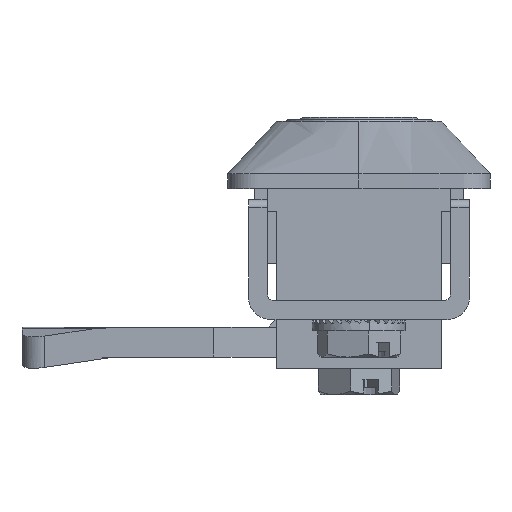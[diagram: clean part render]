
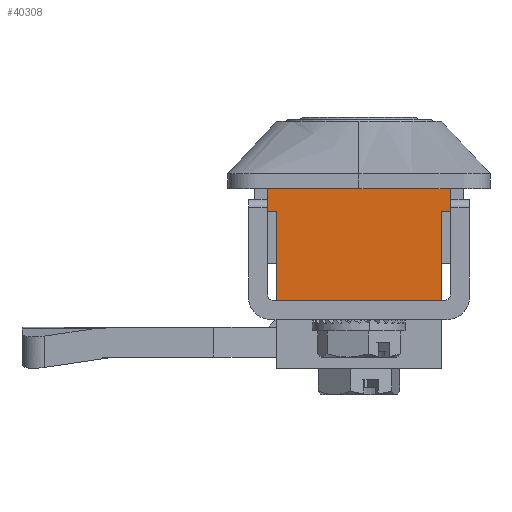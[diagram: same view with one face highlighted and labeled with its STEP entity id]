
A CAD part, left-side view. The second image highlights one B-rep face of the part: STEP entity #40308.
In plain terms, the highlighted planar face has unit normal (-1, 0, 0).
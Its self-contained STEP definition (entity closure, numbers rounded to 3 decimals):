
#171 = DIRECTION ( 'NONE',  ( 0., 0., -1. ) ) ;
#1367 = CARTESIAN_POINT ( 'NONE',  ( -73.75, -11., -24. ) ) ;
#1760 = DIRECTION ( 'NONE',  ( 1., 0., 0. ) ) ;
#2498 = LINE ( 'NONE', #12267, #29909 ) ;
#2513 = ORIENTED_EDGE ( 'NONE', *, *, #20386, .F. ) ;
#3151 = ORIENTED_EDGE ( 'NONE', *, *, #43963, .T. ) ;
#3157 = VERTEX_POINT ( 'NONE', #48156 ) ;
#4362 = DIRECTION ( 'NONE',  ( 0., -1., 0. ) ) ;
#5570 = LINE ( 'NONE', #38677, #44074 ) ;
#6174 = CARTESIAN_POINT ( 'NONE',  ( -73.75, -12.25, -12. ) ) ;
#8653 = EDGE_CURVE ( 'NONE', #34780, #26460, #14620, .T. ) ;
#9242 = CARTESIAN_POINT ( 'NONE',  ( -73.75, 11., -24. ) ) ;
#9884 = ORIENTED_EDGE ( 'NONE', *, *, #39276, .T. ) ;
#11569 = DIRECTION ( 'NONE',  ( 0., 1., 0. ) ) ;
#11866 = CARTESIAN_POINT ( 'NONE',  ( -73.75, 12.25, -12. ) ) ;
#12187 = EDGE_CURVE ( 'NONE', #3157, #21512, #5570, .T. ) ;
#12267 = CARTESIAN_POINT ( 'NONE',  ( -73.75, 11., -24. ) ) ;
#12664 = VECTOR ( 'NONE', #4362, 1000. ) ;
#14348 = EDGE_CURVE ( 'NONE', #18023, #31018, #18263, .T. ) ;
#14620 = LINE ( 'NONE', #41760, #33287 ) ;
#14984 = LINE ( 'NONE', #22478, #44719 ) ;
#14996 = CARTESIAN_POINT ( 'NONE',  ( -73.75, 12.25, 153.446 ) ) ;
#15648 = ORIENTED_EDGE ( 'NONE', *, *, #15939, .T. ) ;
#15939 = EDGE_CURVE ( 'NONE', #21512, #26460, #2498, .T. ) ;
#17329 = LINE ( 'NONE', #14996, #45920 ) ;
#18023 = VERTEX_POINT ( 'NONE', #34487 ) ;
#18263 = LINE ( 'NONE', #37636, #36923 ) ;
#18341 = CARTESIAN_POINT ( 'NONE',  ( -73.75, -11., -12. ) ) ;
#19932 = ORIENTED_EDGE ( 'NONE', *, *, #12187, .T. ) ;
#20339 = PLANE ( 'NONE',  #43402 ) ;
#20386 = EDGE_CURVE ( 'NONE', #18023, #46516, #14984, .T. ) ;
#21186 = VERTEX_POINT ( 'NONE', #23027 ) ;
#21512 = VERTEX_POINT ( 'NONE', #9242 ) ;
#21527 = VECTOR ( 'NONE', #26788, 1000. ) ;
#22478 = CARTESIAN_POINT ( 'NONE',  ( -73.75, -12.25, 153.446 ) ) ;
#22583 = LINE ( 'NONE', #11866, #12664 ) ;
#23011 = CARTESIAN_POINT ( 'NONE',  ( -73.75, 12.25, -12. ) ) ;
#23027 = CARTESIAN_POINT ( 'NONE',  ( -73.75, 12.25, -12. ) ) ;
#26064 = ORIENTED_EDGE ( 'NONE', *, *, #14348, .T. ) ;
#26460 = VERTEX_POINT ( 'NONE', #1367 ) ;
#26788 = DIRECTION ( 'NONE',  ( 0., -1., 0. ) ) ;
#26802 = DIRECTION ( 'NONE',  ( 0., 0., -1. ) ) ;
#26822 = ORIENTED_EDGE ( 'NONE', *, *, #8653, .F. ) ;
#27840 = DIRECTION ( 'NONE',  ( 0., 0., 1. ) ) ;
#28128 = EDGE_CURVE ( 'NONE', #21186, #3157, #42506, .T. ) ;
#29909 = VECTOR ( 'NONE', #38322, 1000. ) ;
#31018 = VERTEX_POINT ( 'NONE', #31525 ) ;
#31211 = DIRECTION ( 'NONE',  ( 0., 0., -1. ) ) ;
#31525 = CARTESIAN_POINT ( 'NONE',  ( -73.75, 12.25, -9. ) ) ;
#33287 = VECTOR ( 'NONE', #26802, 1000. ) ;
#34487 = CARTESIAN_POINT ( 'NONE',  ( -73.75, -12.25, -9. ) ) ;
#34780 = VERTEX_POINT ( 'NONE', #18341 ) ;
#35113 = EDGE_LOOP ( 'NONE', ( #19932, #15648, #26822, #3151, #2513, #26064, #9884, #40756 ) ) ;
#36923 = VECTOR ( 'NONE', #11569, 1000. ) ;
#37636 = CARTESIAN_POINT ( 'NONE',  ( -73.75, -17.5, -9. ) ) ;
#38322 = DIRECTION ( 'NONE',  ( 0., -1., 0. ) ) ;
#38677 = CARTESIAN_POINT ( 'NONE',  ( -73.75, 11., 134.201 ) ) ;
#39276 = EDGE_CURVE ( 'NONE', #31018, #21186, #17329, .T. ) ;
#40308 = ADVANCED_FACE ( 'NONE', ( #42020 ), #20339, .F. ) ;
#40756 = ORIENTED_EDGE ( 'NONE', *, *, #28128, .T. ) ;
#41548 = DIRECTION ( 'NONE',  ( 0., 0., -1. ) ) ;
#41760 = CARTESIAN_POINT ( 'NONE',  ( -73.75, -11., 134.201 ) ) ;
#42020 = FACE_OUTER_BOUND ( 'NONE', #35113, .T. ) ;
#42506 = LINE ( 'NONE', #23011, #21527 ) ;
#43402 = AXIS2_PLACEMENT_3D ( 'NONE', #46421, #1760, #27840 ) ;
#43963 = EDGE_CURVE ( 'NONE', #34780, #46516, #22583, .T. ) ;
#44074 = VECTOR ( 'NONE', #31211, 1000. ) ;
#44719 = VECTOR ( 'NONE', #171, 1000. ) ;
#45920 = VECTOR ( 'NONE', #41548, 1000. ) ;
#46421 = CARTESIAN_POINT ( 'NONE',  ( -73.75, 12.25, 153.446 ) ) ;
#46516 = VERTEX_POINT ( 'NONE', #6174 ) ;
#48156 = CARTESIAN_POINT ( 'NONE',  ( -73.75, 11., -12. ) ) ;
